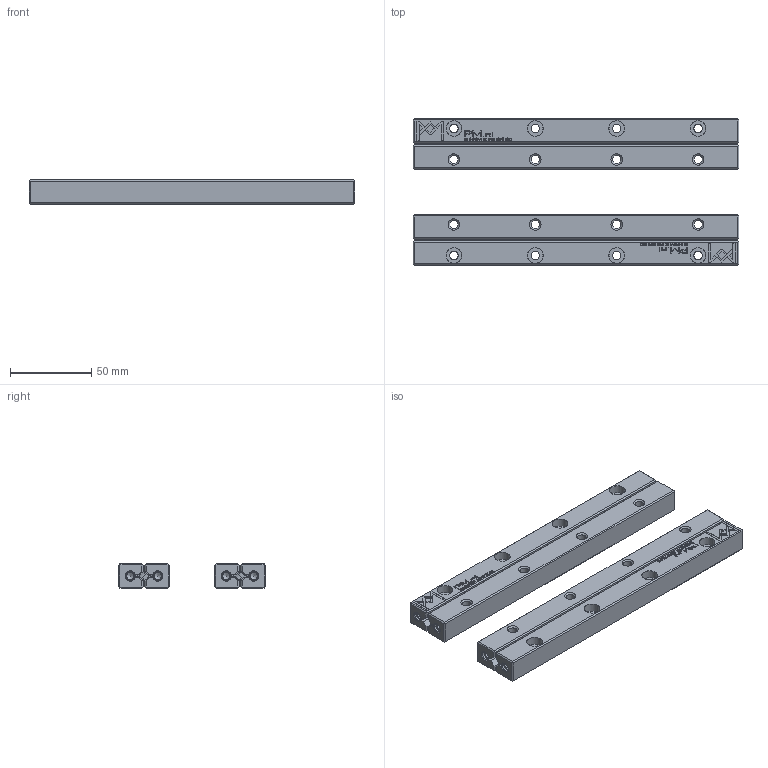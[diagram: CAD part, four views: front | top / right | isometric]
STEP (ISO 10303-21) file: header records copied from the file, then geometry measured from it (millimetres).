
FILE_DESCRIPTION(/* description */ (''),/* implementation_level */ '2;1');
FILE_NAME(/* name */ 'Set RSDE-6200x16KRE-ACC_stp_stp_stp.stp',/* time_stamp */ '2025-06-03T09:33:32+02:00',/* author */ (''),/* organization */ (''),/* preprocessor_version */ 'ST-DEVELOPER v16.7',/* originating_system */ 'SIEMENS PLM Software NX 12.0',/* authorisation */ '');
FILE_SCHEMA (('AUTOMOTIVE_DESIGN { 1 0 10303 214 3 1 1 1 }'));
Products named in the file (1): Set RSDE-6200x16KRE-ACC_stp_stp_stp
Bounding box: 200 x 90 x 15 mm (x, y, z)
Volume: 161035.5 mm3; surface area: 75248.6 mm2
Topology: 48 solids, 48 shells, 4987 faces, 13848 edges, 9141 vertices
Faces by surface type: plane 2812, cylinder 1292, bspline 488, cone 196, extrusion 124, torus 75
Full cylindrical faces by diameter (mm): 0.8 x144, 2 x8, 4 x32, 4.3 x8, 5.2 x24, 6 x32, 9.5 x16
Entity records: 172890 total; most frequent: CARTESIAN_POINT 40809, ORIENTED_EDGE 26544, DIRECTION 23362, EDGE_CURVE 13272, VECTOR 9184, LINE 9060, VERTEX_POINT 9044, AXIS2_PLACEMENT_3D 7089
